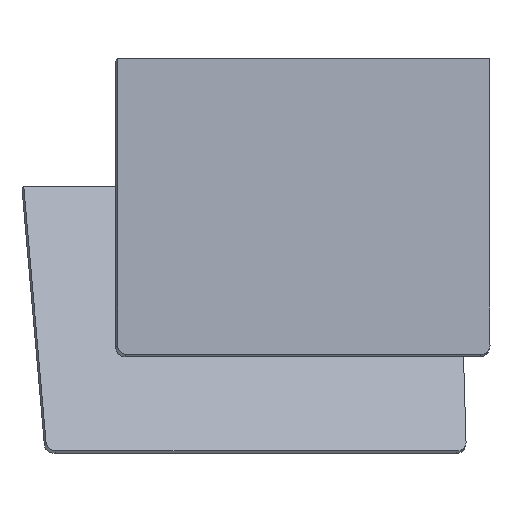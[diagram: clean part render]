
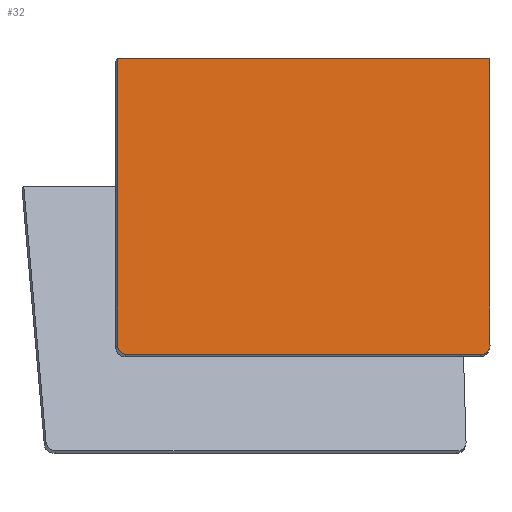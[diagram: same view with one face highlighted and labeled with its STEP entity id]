
A CAD part, left-side view. The second image highlights one B-rep face of the part: STEP entity #32.
In plain terms, the highlighted planar face has unit normal (-0.993, -0.116, 0).
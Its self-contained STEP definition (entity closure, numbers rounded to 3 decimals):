
#32 = ADVANCED_FACE('',(#33),#47,.F.);
#33 = FACE_BOUND('',#34,.F.);
#34 = EDGE_LOOP('',(#35,#70,#96,#132,#158,#194));
#35 = ORIENTED_EDGE('',*,*,#36,.F.);
#36 = EDGE_CURVE('',#37,#39,#41,.T.);
#37 = VERTEX_POINT('',#38);
#38 = CARTESIAN_POINT('',(8531.464,525.142,
    6029.381));
#39 = VERTEX_POINT('',#40);
#40 = CARTESIAN_POINT('',(8423.628,1447.742,
    6029.381));
#41 = SURFACE_CURVE('',#42,(#46,#58),.PCURVE_S1.);
#42 = LINE('',#43,#44);
#43 = CARTESIAN_POINT('',(8477.034,990.823,
    6029.381));
#44 = VECTOR('',#45,1.);
#45 = DIRECTION('',(-0.116,0.993,0.));
#46 = PCURVE('',#47,#52);
#47 = PLANE('',#48);
#48 = AXIS2_PLACEMENT_3D('',#49,#50,#51);
#49 = CARTESIAN_POINT('',(8477.034,990.823,0.));
#50 = DIRECTION('',(0.993,0.116,0.));
#51 = DIRECTION('',(0.,0.,-1.));
#52 = DEFINITIONAL_REPRESENTATION('',(#53),#57);
#53 = LINE('',#54,#55);
#54 = CARTESIAN_POINT('',(-6029.381,0.));
#55 = VECTOR('',#56,1.);
#56 = DIRECTION('',(0.,1.));
#57 = ( GEOMETRIC_REPRESENTATION_CONTEXT(2) 
PARAMETRIC_REPRESENTATION_CONTEXT() REPRESENTATION_CONTEXT('2D SPACE',''
  ) );
#58 = PCURVE('',#59,#64);
#59 = PLANE('',#60);
#60 = AXIS2_PLACEMENT_3D('',#61,#62,#63);
#61 = CARTESIAN_POINT('',(1792.573,209.521,
    7622.775));
#62 = DIRECTION('',(0.229,0.027,0.973));
#63 = DIRECTION('',(0.973,0.,-0.229));
#64 = DEFINITIONAL_REPRESENTATION('',(#65),#69);
#65 = LINE('',#66,#67);
#66 = CARTESIAN_POINT('',(6871.716,781.581));
#67 = VECTOR('',#68,1.);
#68 = DIRECTION('',(-0.113,0.994));
#69 = ( GEOMETRIC_REPRESENTATION_CONTEXT(2) 
PARAMETRIC_REPRESENTATION_CONTEXT() REPRESENTATION_CONTEXT('2D SPACE',''
  ) );
#70 = ORIENTED_EDGE('',*,*,#71,.F.);
#71 = EDGE_CURVE('',#72,#37,#74,.T.);
#72 = VERTEX_POINT('',#73);
#73 = CARTESIAN_POINT('',(8531.464,525.142,
    5319.989));
#74 = SURFACE_CURVE('',#75,(#79,#85),.PCURVE_S1.);
#75 = LINE('',#76,#77);
#76 = CARTESIAN_POINT('',(8531.464,525.142,0.));
#77 = VECTOR('',#78,1.);
#78 = DIRECTION('',(-0.,0.,1.));
#79 = PCURVE('',#47,#80);
#80 = DEFINITIONAL_REPRESENTATION('',(#81),#84);
#81 = B_SPLINE_CURVE_WITH_KNOTS('',1,(#82,#83),.UNSPECIFIED.,.F.,.F.,(2,
    2),(-12000000.,12000000.),.PIECEWISE_BEZIER_KNOTS.);
#82 = CARTESIAN_POINT('',(12000000.,-468.851));
#83 = CARTESIAN_POINT('',(-12000000.,-468.851));
#84 = ( GEOMETRIC_REPRESENTATION_CONTEXT(2) 
PARAMETRIC_REPRESENTATION_CONTEXT() REPRESENTATION_CONTEXT('2D SPACE',''
  ) );
#85 = PCURVE('',#86,#91);
#86 = PLANE('',#87);
#87 = AXIS2_PLACEMENT_3D('',#88,#89,#90);
#88 = CARTESIAN_POINT('',(-1.639,28.146,0.));
#89 = DIRECTION('',(0.058,-0.998,0.));
#90 = DIRECTION('',(0.,0.,-1.));
#91 = DEFINITIONAL_REPRESENTATION('',(#92),#95);
#92 = B_SPLINE_CURVE_WITH_KNOTS('',1,(#93,#94),.UNSPECIFIED.,.F.,.F.,(2,
    2),(-12000000.,12000000.),.PIECEWISE_BEZIER_KNOTS.);
#93 = CARTESIAN_POINT('',(12000000.,8547.565));
#94 = CARTESIAN_POINT('',(-12000000.,8547.565));
#95 = ( GEOMETRIC_REPRESENTATION_CONTEXT(2) 
PARAMETRIC_REPRESENTATION_CONTEXT() REPRESENTATION_CONTEXT('2D SPACE',''
  ) );
#96 = ORIENTED_EDGE('',*,*,#97,.T.);
#97 = EDGE_CURVE('',#72,#98,#100,.T.);
#98 = VERTEX_POINT('',#99);
#99 = CARTESIAN_POINT('',(8528.826,547.719,
    5296.67));
#100 = SURFACE_CURVE('',#101,(#106,#113),.PCURVE_S1.);
#101 = ELLIPSE('',#102,23.674,23.);
#102 = AXIS2_PLACEMENT_3D('',#103,#104,#105);
#103 = CARTESIAN_POINT('',(8528.79,548.025,
    5320.306));
#104 = DIRECTION('',(0.993,0.116,0.));
#105 = DIRECTION('',(-0.028,0.237,0.971)
  );
#106 = PCURVE('',#47,#107);
#107 = DEFINITIONAL_REPRESENTATION('',(#108),#112);
#108 = ELLIPSE('',#109,23.674,23.);
#109 = AXIS2_PLACEMENT_2D('',#110,#111);
#110 = CARTESIAN_POINT('',(-5320.306,-445.812));
#111 = DIRECTION('',(-0.971,0.239));
#112 = ( GEOMETRIC_REPRESENTATION_CONTEXT(2) 
PARAMETRIC_REPRESENTATION_CONTEXT() REPRESENTATION_CONTEXT('2D SPACE',''
  ) );
#113 = PCURVE('',#114,#119);
#114 = CYLINDRICAL_SURFACE('',#115,23.);
#115 = AXIS2_PLACEMENT_3D('',#116,#117,#118);
#116 = CARTESIAN_POINT('',(9564.665,608.358,
    5075.051));
#117 = DIRECTION('',(-0.972,-0.057,0.23)
  );
#118 = DIRECTION('',(-0.229,-0.027,-0.973
    ));
#119 = DEFINITIONAL_REPRESENTATION('',(#120),#131);
#120 = B_SPLINE_CURVE_WITH_KNOTS('',9,(#121,#122,#123,#124,#125,#126,
    #127,#128,#129,#130),.UNSPECIFIED.,.F.,.F.,(10,10),(1.346,
    3.849),.PIECEWISE_BEZIER_KNOTS.);
#121 = CARTESIAN_POINT('',(2.03,1067.47));
#122 = CARTESIAN_POINT('',(1.752,1065.95));
#123 = CARTESIAN_POINT('',(1.474,1064.321));
#124 = CARTESIAN_POINT('',(1.196,1062.754));
#125 = CARTESIAN_POINT('',(0.918,1061.434));
#126 = CARTESIAN_POINT('',(0.64,1060.529));
#127 = CARTESIAN_POINT('',(0.362,1060.145));
#128 = CARTESIAN_POINT('',(0.084,1060.303));
#129 = CARTESIAN_POINT('',(-0.195,1060.945));
#130 = CARTESIAN_POINT('',(-0.473,1061.958));
#131 = ( GEOMETRIC_REPRESENTATION_CONTEXT(2) 
PARAMETRIC_REPRESENTATION_CONTEXT() REPRESENTATION_CONTEXT('2D SPACE',''
  ) );
#132 = ORIENTED_EDGE('',*,*,#133,.T.);
#133 = EDGE_CURVE('',#98,#134,#136,.T.);
#134 = VERTEX_POINT('',#135);
#135 = CARTESIAN_POINT('',(8426.267,1425.166,
    5296.67));
#136 = SURFACE_CURVE('',#137,(#141,#147),.PCURVE_S1.);
#137 = LINE('',#138,#139);
#138 = CARTESIAN_POINT('',(8477.034,990.823,
    5296.67));
#139 = VECTOR('',#140,1.);
#140 = DIRECTION('',(-0.116,0.993,0.));
#141 = PCURVE('',#47,#142);
#142 = DEFINITIONAL_REPRESENTATION('',(#143),#146);
#143 = B_SPLINE_CURVE_WITH_KNOTS('',1,(#144,#145),.UNSPECIFIED.,.F.,.F.,
  (2,2),(-12000000.,12000000.),
  .PIECEWISE_BEZIER_KNOTS.);
#144 = CARTESIAN_POINT('',(-5296.149,-12000000.));
#145 = CARTESIAN_POINT('',(-5297.191,12000000.));
#146 = ( GEOMETRIC_REPRESENTATION_CONTEXT(2) 
PARAMETRIC_REPRESENTATION_CONTEXT() REPRESENTATION_CONTEXT('2D SPACE',''
  ) );
#147 = PCURVE('',#148,#153);
#148 = PLANE('',#149);
#149 = AXIS2_PLACEMENT_3D('',#150,#151,#152);
#150 = CARTESIAN_POINT('',(1629.415,190.451,
    6928.956));
#151 = DIRECTION('',(0.229,0.027,0.973));
#152 = DIRECTION('',(0.973,0.,-0.229)
  );
#153 = DEFINITIONAL_REPRESENTATION('',(#154),#157);
#154 = B_SPLINE_CURVE_WITH_KNOTS('',1,(#155,#156),.UNSPECIFIED.,.F.,.F.,
  (2,2),(-12000000.,12000000.),
  .PIECEWISE_BEZIER_KNOTS.);
#155 = CARTESIAN_POINT('',(1363161.859,-11922325.274));
#156 = CARTESIAN_POINT('',(-1349082.968,11923926.591));
#157 = ( GEOMETRIC_REPRESENTATION_CONTEXT(2) 
PARAMETRIC_REPRESENTATION_CONTEXT() REPRESENTATION_CONTEXT('2D SPACE',''
  ) );
#158 = ORIENTED_EDGE('',*,*,#159,.T.);
#159 = EDGE_CURVE('',#134,#160,#162,.T.);
#160 = VERTEX_POINT('',#161);
#161 = CARTESIAN_POINT('',(8423.628,1447.742,
    5319.989));
#162 = SURFACE_CURVE('',#163,(#168,#175),.PCURVE_S1.);
#163 = ELLIPSE('',#164,23.674,23.);
#164 = AXIS2_PLACEMENT_3D('',#165,#166,#167);
#165 = CARTESIAN_POINT('',(8426.303,1424.859,
    5320.306));
#166 = DIRECTION('',(0.993,0.116,0.));
#167 = DIRECTION('',(-0.028,0.237,-0.971)
  );
#168 = PCURVE('',#47,#169);
#169 = DEFINITIONAL_REPRESENTATION('',(#170),#174);
#170 = ELLIPSE('',#171,23.674,23.);
#171 = AXIS2_PLACEMENT_2D('',#172,#173);
#172 = CARTESIAN_POINT('',(-5320.306,436.991));
#173 = DIRECTION('',(0.971,0.239));
#174 = ( GEOMETRIC_REPRESENTATION_CONTEXT(2) 
PARAMETRIC_REPRESENTATION_CONTEXT() REPRESENTATION_CONTEXT('2D SPACE',''
  ) );
#175 = PCURVE('',#176,#181);
#176 = CYLINDRICAL_SURFACE('',#177,23.);
#177 = AXIS2_PLACEMENT_3D('',#178,#179,#180);
#178 = CARTESIAN_POINT('',(8440.346,1427.335,
    5316.935));
#179 = DIRECTION('',(0.958,0.169,-0.23));
#180 = DIRECTION('',(-0.229,-0.027,-0.973
    ));
#181 = DEFINITIONAL_REPRESENTATION('',(#182),#193);
#182 = B_SPLINE_CURVE_WITH_KNOTS('',9,(#183,#184,#185,#186,#187,#188,
    #189,#190,#191,#192),.UNSPECIFIED.,.F.,.F.,(10,10),(5.576,
    8.079),.PIECEWISE_BEZIER_KNOTS.);
#183 = CARTESIAN_POINT('',(-0.473,-10.39));
#184 = CARTESIAN_POINT('',(-0.195,-9.377));
#185 = CARTESIAN_POINT('',(0.084,-8.735));
#186 = CARTESIAN_POINT('',(0.362,-8.577));
#187 = CARTESIAN_POINT('',(0.64,-8.961));
#188 = CARTESIAN_POINT('',(0.918,-9.866));
#189 = CARTESIAN_POINT('',(1.196,-11.186));
#190 = CARTESIAN_POINT('',(1.474,-12.753));
#191 = CARTESIAN_POINT('',(1.752,-14.382));
#192 = CARTESIAN_POINT('',(2.03,-15.902));
#193 = ( GEOMETRIC_REPRESENTATION_CONTEXT(2) 
PARAMETRIC_REPRESENTATION_CONTEXT() REPRESENTATION_CONTEXT('2D SPACE',''
  ) );
#194 = ORIENTED_EDGE('',*,*,#195,.T.);
#195 = EDGE_CURVE('',#160,#39,#196,.T.);
#196 = SURFACE_CURVE('',#197,(#201,#207),.PCURVE_S1.);
#197 = LINE('',#198,#199);
#198 = CARTESIAN_POINT('',(8423.628,1447.742,0.));
#199 = VECTOR('',#200,1.);
#200 = DIRECTION('',(-0.,0.,1.));
#201 = PCURVE('',#47,#202);
#202 = DEFINITIONAL_REPRESENTATION('',(#203),#206);
#203 = B_SPLINE_CURVE_WITH_KNOTS('',1,(#204,#205),.UNSPECIFIED.,.F.,.F.,
  (2,2),(-12000000.,12000000.),.PIECEWISE_BEZIER_KNOTS.);
#204 = CARTESIAN_POINT('',(12000000.,460.03));
#205 = CARTESIAN_POINT('',(-12000000.,460.03));
#206 = ( GEOMETRIC_REPRESENTATION_CONTEXT(2) 
PARAMETRIC_REPRESENTATION_CONTEXT() REPRESENTATION_CONTEXT('2D SPACE',''
  ) );
#207 = PCURVE('',#208,#213);
#208 = PLANE('',#209);
#209 = AXIS2_PLACEMENT_3D('',#210,#211,#212);
#210 = CARTESIAN_POINT('',(6.425,-36.438,0.));
#211 = DIRECTION('',(0.174,-0.985,0.));
#212 = DIRECTION('',(0.,0.,-1.));
#213 = DEFINITIONAL_REPRESENTATION('',(#214),#217);
#214 = B_SPLINE_CURVE_WITH_KNOTS('',1,(#215,#216),.UNSPECIFIED.,.F.,.F.,
  (2,2),(-12000000.,12000000.),.PIECEWISE_BEZIER_KNOTS.);
#215 = CARTESIAN_POINT('',(12000000.,8547.052));
#216 = CARTESIAN_POINT('',(-12000000.,8547.052));
#217 = ( GEOMETRIC_REPRESENTATION_CONTEXT(2) 
PARAMETRIC_REPRESENTATION_CONTEXT() REPRESENTATION_CONTEXT('2D SPACE',''
  ) );
